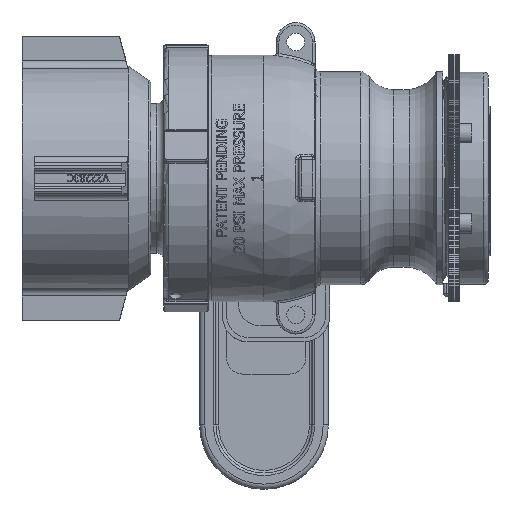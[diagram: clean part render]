
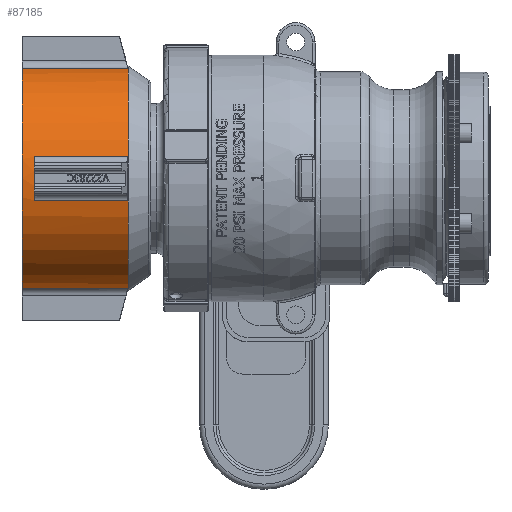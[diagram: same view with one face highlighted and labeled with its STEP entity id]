
A CAD part, front view. The second image highlights one B-rep face of the part: STEP entity #87185.
In plain terms, the highlighted cylindrical face has radius 33.211 mm (diameter 66.421 mm), a partial arc.
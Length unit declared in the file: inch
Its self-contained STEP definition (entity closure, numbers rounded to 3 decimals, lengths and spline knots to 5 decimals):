
#2878=CYLINDRICAL_SURFACE('',#92734,1.3075);
#6379=FACE_BOUND('',#12437,.T.);
#7547=FACE_OUTER_BOUND('',#12436,.T.);
#12436=EDGE_LOOP('',(#64345,#64346,#64347,#64348,#64349,#64350,#64351,#64352));
#12437=EDGE_LOOP('',(#64353,#64354,#64355,#64356));
#17339=CIRCLE('',#92735,1.3075);
#17340=CIRCLE('',#92736,1.3075);
#17341=CIRCLE('',#92737,1.3075);
#17342=CIRCLE('',#92738,1.3075);
#17343=CIRCLE('',#92739,1.3075);
#17344=CIRCLE('',#92740,1.3075);
#22651=LINE('',#132716,#30723);
#22688=LINE('',#133480,#30760);
#22691=LINE('',#133569,#30763);
#22693=LINE('',#133579,#30765);
#22694=LINE('',#133585,#30766);
#22695=LINE('',#133588,#30767);
#30723=VECTOR('',#101411,0.3937);
#30760=VECTOR('',#101580,0.3937);
#30763=VECTOR('',#101681,0.3937);
#30765=VECTOR('',#101693,0.3937);
#30766=VECTOR('',#101698,0.3937);
#30767=VECTOR('',#101701,0.3937);
#39292=VERTEX_POINT('',#132713);
#39293=VERTEX_POINT('',#132715);
#39363=VERTEX_POINT('',#133108);
#39410=VERTEX_POINT('',#133478);
#39436=VERTEX_POINT('',#133557);
#39437=VERTEX_POINT('',#133568);
#39439=VERTEX_POINT('',#133576);
#39440=VERTEX_POINT('',#133578);
#39441=VERTEX_POINT('',#133581);
#39442=VERTEX_POINT('',#133582);
#39443=VERTEX_POINT('',#133584);
#39444=VERTEX_POINT('',#133586);
#48803=EDGE_CURVE('',#39292,#39293,#22651,.T.);
#48933=EDGE_CURVE('',#39410,#39363,#22688,.T.);
#48969=EDGE_CURVE('',#39436,#39437,#22691,.T.);
#48972=EDGE_CURVE('',#39436,#39363,#17339,.T.);
#48973=EDGE_CURVE('',#39410,#39293,#17340,.T.);
#48974=EDGE_CURVE('',#39292,#39439,#17341,.T.);
#48975=EDGE_CURVE('',#39440,#39439,#22693,.T.);
#48976=EDGE_CURVE('',#39440,#39437,#17342,.T.);
#48977=EDGE_CURVE('',#39441,#39442,#17343,.T.);
#48978=EDGE_CURVE('',#39443,#39442,#22694,.T.);
#48979=EDGE_CURVE('',#39443,#39444,#17344,.T.);
#48980=EDGE_CURVE('',#39441,#39444,#22695,.T.);
#64345=ORIENTED_EDGE('',*,*,#48969,.F.);
#64346=ORIENTED_EDGE('',*,*,#48972,.T.);
#64347=ORIENTED_EDGE('',*,*,#48933,.F.);
#64348=ORIENTED_EDGE('',*,*,#48973,.T.);
#64349=ORIENTED_EDGE('',*,*,#48803,.F.);
#64350=ORIENTED_EDGE('',*,*,#48974,.T.);
#64351=ORIENTED_EDGE('',*,*,#48975,.F.);
#64352=ORIENTED_EDGE('',*,*,#48976,.T.);
#64353=ORIENTED_EDGE('',*,*,#48977,.T.);
#64354=ORIENTED_EDGE('',*,*,#48978,.F.);
#64355=ORIENTED_EDGE('',*,*,#48979,.T.);
#64356=ORIENTED_EDGE('',*,*,#48980,.F.);
#87185=ADVANCED_FACE('',(#7547,#6379),#2878,.T.);
#92734=AXIS2_PLACEMENT_3D('',#133573,#101685,#101686);
#92735=AXIS2_PLACEMENT_3D('',#133574,#101687,#101688);
#92736=AXIS2_PLACEMENT_3D('',#133575,#101689,#101690);
#92737=AXIS2_PLACEMENT_3D('',#133577,#101691,#101692);
#92738=AXIS2_PLACEMENT_3D('',#133580,#101694,#101695);
#92739=AXIS2_PLACEMENT_3D('',#133583,#101696,#101697);
#92740=AXIS2_PLACEMENT_3D('',#133587,#101699,#101700);
#101411=DIRECTION('',(0.,0.,-1.));
#101580=DIRECTION('',(0.,0.,1.));
#101681=DIRECTION('',(0.,0.,1.));
#101685=DIRECTION('center_axis',(0.,0.,-1.));
#101686=DIRECTION('ref_axis',(1.,0.,0.));
#101687=DIRECTION('center_axis',(0.,0.,-1.));
#101688=DIRECTION('ref_axis',(0.,-1.,0.));
#101689=DIRECTION('center_axis',(0.,0.,1.));
#101690=DIRECTION('ref_axis',(-1.,0.,0.));
#101691=DIRECTION('center_axis',(0.,0.,-1.));
#101692=DIRECTION('ref_axis',(-1.,0.,0.));
#101693=DIRECTION('',(0.,0.,-1.));
#101694=DIRECTION('center_axis',(0.,0.,-1.));
#101695=DIRECTION('ref_axis',(-1.,0.,0.));
#101696=DIRECTION('center_axis',(0.,0.,1.));
#101697=DIRECTION('ref_axis',(-1.,0.,0.));
#101698=DIRECTION('',(0.,0.,1.));
#101699=DIRECTION('center_axis',(0.,0.,-1.));
#101700=DIRECTION('ref_axis',(-1.,0.,0.));
#101701=DIRECTION('',(0.,0.,-1.));
#132713=CARTESIAN_POINT('',(0.,1.3075,-1.23));
#132715=CARTESIAN_POINT('',(0.,1.3075,-1.24));
#132716=CARTESIAN_POINT('',(0.,1.3075,0.));
#133108=CARTESIAN_POINT('',(0.,-1.3075,-1.23));
#133478=CARTESIAN_POINT('',(0.,-1.3075,-1.24));
#133480=CARTESIAN_POINT('',(0.,-1.3075,0.));
#133557=CARTESIAN_POINT('',(0.25261,-1.28287,-1.23));
#133568=CARTESIAN_POINT('',(0.25261,-1.28287,0.));
#133569=CARTESIAN_POINT('',(0.25261,-1.28287,0.));
#133573=CARTESIAN_POINT('Origin',(0.,0.,0.));
#133574=CARTESIAN_POINT('Origin',(0.,0.,-1.23));
#133575=CARTESIAN_POINT('Origin',(0.,0.,-1.24));
#133576=CARTESIAN_POINT('',(0.25261,1.28287,-1.23));
#133577=CARTESIAN_POINT('Origin',(0.,0.,-1.23));
#133578=CARTESIAN_POINT('',(0.25261,1.28287,0.));
#133579=CARTESIAN_POINT('',(0.25261,1.28287,0.));
#133580=CARTESIAN_POINT('Origin',(0.,0.,0.));
#133581=CARTESIAN_POINT('',(1.28287,-0.25261,-0.14));
#133582=CARTESIAN_POINT('',(1.28287,0.25261,-0.14));
#133583=CARTESIAN_POINT('Origin',(0.,0.,-0.14));
#133584=CARTESIAN_POINT('',(1.28287,0.25261,-1.23));
#133585=CARTESIAN_POINT('',(1.28287,0.25261,0.));
#133586=CARTESIAN_POINT('',(1.28287,-0.25261,-1.23));
#133587=CARTESIAN_POINT('Origin',(0.,0.,-1.23));
#133588=CARTESIAN_POINT('',(1.28287,-0.25261,0.));
